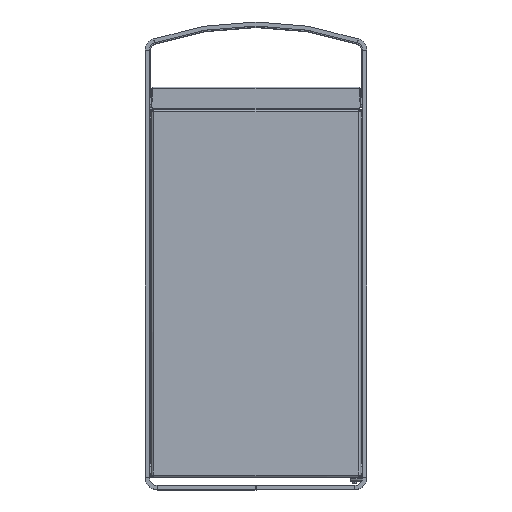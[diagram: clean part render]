
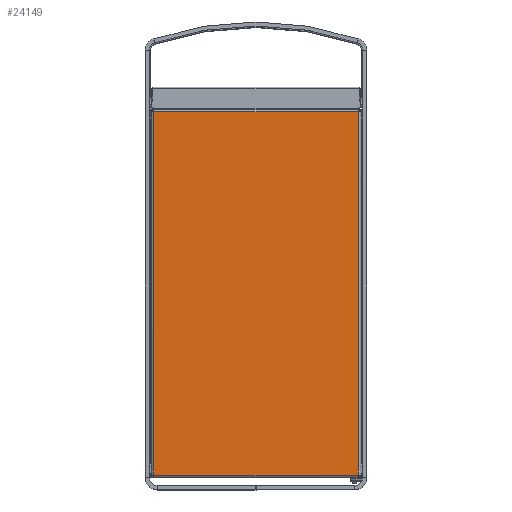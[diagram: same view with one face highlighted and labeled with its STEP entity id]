
A CAD part, top view. The second image highlights one B-rep face of the part: STEP entity #24149.
In plain terms, the highlighted face is planar.
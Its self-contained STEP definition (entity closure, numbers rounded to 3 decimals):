
#2040 = AXIS2_PLACEMENT_3D ( 'NONE', #15662, #38333, #37982 ) ;
#2331 = ORIENTED_EDGE ( 'NONE', *, *, #62698, .T. ) ;
#4517 = ORIENTED_EDGE ( 'NONE', *, *, #30099, .T. ) ;
#6687 = EDGE_CURVE ( 'NONE', #56876, #37639, #18165, .T. ) ;
#14990 = VERTEX_POINT ( 'NONE', #25641 ) ;
#15292 = PLANE ( 'NONE',  #2040 ) ;
#15662 = CARTESIAN_POINT ( 'NONE',  ( -3., 0., 0. ) ) ;
#17961 = CARTESIAN_POINT ( 'NONE',  ( -3., 446.5, 253.793 ) ) ;
#18165 = LINE ( 'NONE', #52677, #49451 ) ;
#18233 = LINE ( 'NONE', #40907, #38925 ) ;
#19247 = DIRECTION ( 'NONE',  ( 0., -1., 0. ) ) ;
#20211 = VECTOR ( 'NONE', #70149, 1000. ) ;
#22032 = EDGE_LOOP ( 'NONE', ( #25725, #2331, #47153, #4517 ) ) ;
#23668 = EDGE_CURVE ( 'NONE', #24698, #14990, #26263, .T. ) ;
#24149 = ADVANCED_FACE ( 'NONE', ( #67243 ), #15292, .T. ) ;
#24698 = VERTEX_POINT ( 'NONE', #67877 ) ;
#25641 = CARTESIAN_POINT ( 'NONE',  ( -3., 446.5, 251.5 ) ) ;
#25725 = ORIENTED_EDGE ( 'NONE', *, *, #6687, .T. ) ;
#26263 = LINE ( 'NONE', #49264, #68392 ) ;
#30099 = EDGE_CURVE ( 'NONE', #14990, #56876, #63259, .T. ) ;
#37639 = VERTEX_POINT ( 'NONE', #67858 ) ;
#37982 = DIRECTION ( 'NONE',  ( 0., 0., 1. ) ) ;
#38333 = DIRECTION ( 'NONE',  ( -1., 0., 0. ) ) ;
#38925 = VECTOR ( 'NONE', #63525, 1000. ) ;
#40907 = CARTESIAN_POINT ( 'NONE',  ( -3., -446.5, -253.793 ) ) ;
#47153 = ORIENTED_EDGE ( 'NONE', *, *, #23668, .T. ) ;
#49264 = CARTESIAN_POINT ( 'NONE',  ( -3., -448.793, 251.5 ) ) ;
#49451 = VECTOR ( 'NONE', #19247, 1000. ) ;
#49653 = DIRECTION ( 'NONE',  ( 0., 1., 0. ) ) ;
#52677 = CARTESIAN_POINT ( 'NONE',  ( -3., 448.793, -251.5 ) ) ;
#56876 = VERTEX_POINT ( 'NONE', #64507 ) ;
#62698 = EDGE_CURVE ( 'NONE', #37639, #24698, #18233, .T. ) ;
#63259 = LINE ( 'NONE', #17961, #20211 ) ;
#63525 = DIRECTION ( 'NONE',  ( 0., 0., 1. ) ) ;
#64507 = CARTESIAN_POINT ( 'NONE',  ( -3., 446.5, -251.5 ) ) ;
#67243 = FACE_OUTER_BOUND ( 'NONE', #22032, .T. ) ;
#67858 = CARTESIAN_POINT ( 'NONE',  ( -3., -446.5, -251.5 ) ) ;
#67877 = CARTESIAN_POINT ( 'NONE',  ( -3., -446.5, 251.5 ) ) ;
#68392 = VECTOR ( 'NONE', #49653, 1000. ) ;
#70149 = DIRECTION ( 'NONE',  ( 0., 0., -1. ) ) ;
